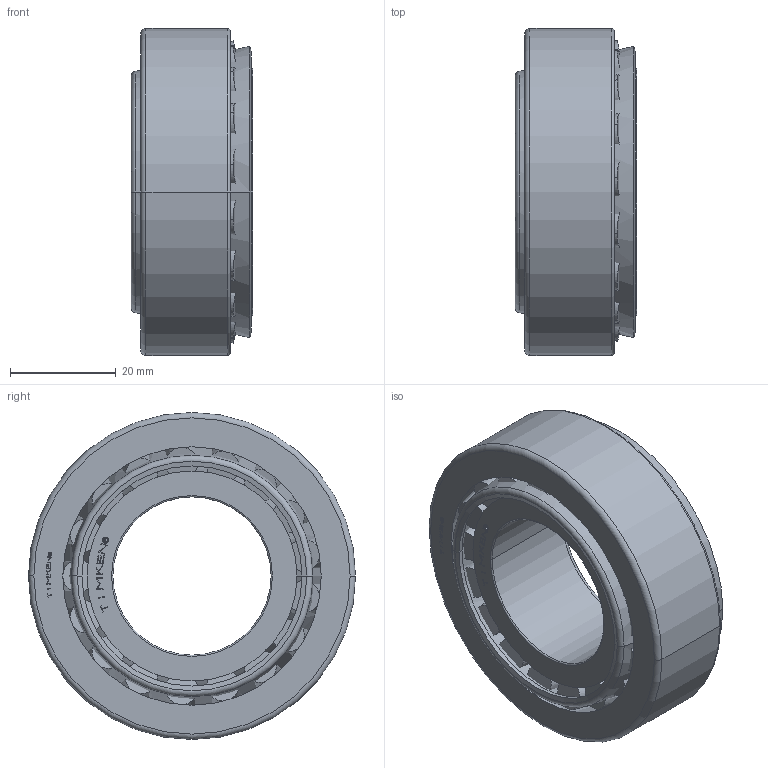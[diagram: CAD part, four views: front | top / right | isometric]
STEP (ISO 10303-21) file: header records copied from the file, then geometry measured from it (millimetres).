
FILE_DESCRIPTION(('starvars output'),'1');
FILE_NAME('32206.stp','19:34:36 2023/12/13',('TraceParts'),(' '),'Spatial InterOp 3D',' ',' ');
FILE_SCHEMA(('AUTOMOTIVE_DESIGN { 1 0 10303 214 3 1 1 }'));
Length unit declared in the file: millimetre
Products named in the file (1): 1
Bounding box: 23 x 62 x 62 mm (x, y, z)
Volume: 39881.2 mm3; surface area: 29199.1 mm2
Topology: 20 solids, 20 shells, 466 faces, 1146 edges, 754 vertices
Faces by surface type: plane 362, cone 54, cylinder 40, torus 10
Entity records: 17591 total; most frequent: CARTESIAN_POINT 2386, DIRECTION 2306, ORIENTED_EDGE 2292, EDGE_CURVE 1146, LINE 958, VECTOR 958, VERTEX_POINT 754, AXIS2_PLACEMENT_3D 674
